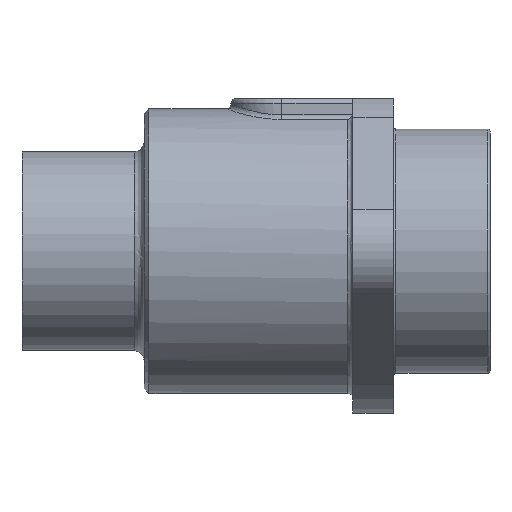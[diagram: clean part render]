
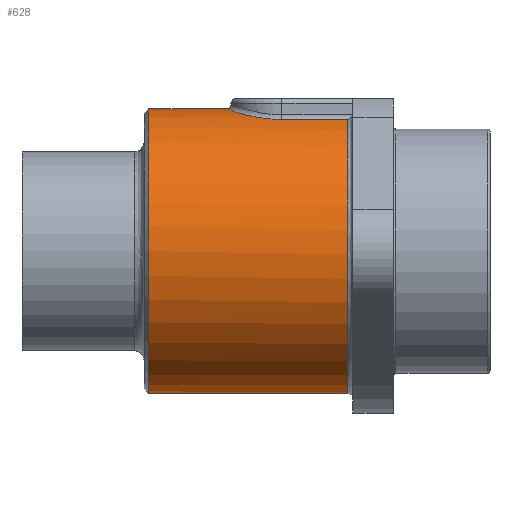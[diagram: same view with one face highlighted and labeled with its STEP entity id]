
A CAD part, front view. The second image highlights one B-rep face of the part: STEP entity #628.
In plain terms, the highlighted cylindrical face has radius 22.225 mm (diameter 44.45 mm), a full revolution.
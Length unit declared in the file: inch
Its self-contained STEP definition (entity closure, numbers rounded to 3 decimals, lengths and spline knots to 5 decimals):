
#341=CARTESIAN_POINT('',(17.82894,-5.77964,0.80992));
#342=VERTEX_POINT('',#341);
#356=CARTESIAN_POINT('',(17.423,-5.77964,0.80992));
#357=VERTEX_POINT('',#356);
#358=CARTESIAN_POINT('',(17.82894,-5.77964,0.80992));
#359=DIRECTION('',(-1.0,0.0,0.0));
#360=VECTOR('',#359,0.40594);
#361=LINE('',#358,#360);
#362=EDGE_CURVE('',#342,#357,#361,.T.);
#451=CARTESIAN_POINT('',(17.423,-6.44193,0.80992));
#452=VERTEX_POINT('',#451);
#462=CARTESIAN_POINT('',(17.423,-5.77964,0.80992));
#463=CARTESIAN_POINT('',(17.39726,-5.77964,0.80992));
#464=CARTESIAN_POINT('',(17.34506,-5.78545,0.81233));
#465=CARTESIAN_POINT('',(17.2723,-5.81033,0.82204));
#466=CARTESIAN_POINT('',(17.21774,-5.84372,0.83354));
#467=CARTESIAN_POINT('',(17.18008,-5.87639,0.84317));
#468=CARTESIAN_POINT('',(17.12915,-5.93149,0.85762));
#469=CARTESIAN_POINT('',(17.07765,-6.03408,0.87597));
#470=CARTESIAN_POINT('',(17.07774,-6.18824,0.876));
#471=CARTESIAN_POINT('',(17.1296,-6.29066,0.85748));
#472=CARTESIAN_POINT('',(17.19749,-6.36389,0.83825));
#473=CARTESIAN_POINT('',(17.26051,-6.40726,0.82361));
#474=CARTESIAN_POINT('',(17.34542,-6.43619,0.8123));
#475=CARTESIAN_POINT('',(17.39726,-6.44193,0.80992));
#476=CARTESIAN_POINT('',(17.423,-6.44193,0.80992));
#477=B_SPLINE_CURVE_WITH_KNOTS('',3,(#462,#463,#464,#465,#466,#467,#468,#469,#470,#471,#472,#473,#474,#475,#476),.UNSPECIFIED.,.F.,.U.,(4,1,1,1,1,1,1,1,1,1,1,1,4),(0.,0.07723,0.15446,0.23168,0.2703,0.30891,0.46337,0.61782,0.77228,0.81089,0.92674,1.00396,1.08119),.UNSPECIFIED.);
#478=EDGE_CURVE('',#357,#452,#477,.T.);
#488=CARTESIAN_POINT('',(17.82894,-6.44193,0.80992));
#489=VERTEX_POINT('',#488);
#505=CARTESIAN_POINT('',(17.423,-6.44193,0.80992));
#506=DIRECTION('',(1.0,0.0,0.0));
#507=VECTOR('',#506,0.40594);
#508=LINE('',#505,#507);
#509=EDGE_CURVE('',#452,#489,#508,.T.);
#596=CARTESIAN_POINT('',(17.82894,-6.11078,0.0));
#597=DIRECTION('',(1.0,0.0,0.0));
#598=DIRECTION('',(0.0,0.0,-1.0));
#599=AXIS2_PLACEMENT_3D('',#596,#597,#598);
#600=CIRCLE('',#599,0.875);
#601=EDGE_CURVE('',#489,#342,#600,.T.);
#606=CARTESIAN_POINT('',(17.35794,-6.11078,0.0));
#607=DIRECTION('',(1.0,0.0,0.0));
#608=DIRECTION('',(0.0,0.0,-1.0));
#609=AXIS2_PLACEMENT_3D('',#606,#607,#608);
#610=CYLINDRICAL_SURFACE('',#609,0.875);
#611=ORIENTED_EDGE('',*,*,#362,.F.);
#612=ORIENTED_EDGE('',*,*,#601,.F.);
#613=ORIENTED_EDGE('',*,*,#509,.F.);
#614=ORIENTED_EDGE('',*,*,#478,.F.);
#615=EDGE_LOOP('',(#611,#612,#613,#614));
#616=FACE_OUTER_BOUND('',#615,.T.);
#617=CARTESIAN_POINT('',(16.60694,-6.11078,-0.875));
#618=VERTEX_POINT('',#617);
#619=CARTESIAN_POINT('',(16.60694,-6.11078,0.0));
#620=DIRECTION('',(1.0,0.0,0.0));
#621=DIRECTION('',(0.0,0.0,-1.0));
#622=AXIS2_PLACEMENT_3D('',#619,#620,#621);
#623=CIRCLE('',#622,0.875);
#624=EDGE_CURVE('',#618,#618,#623,.T.);
#625=ORIENTED_EDGE('',*,*,#624,.T.);
#626=EDGE_LOOP('',(#625));
#627=FACE_BOUND('',#626,.T.);
#628=ADVANCED_FACE('',(#616,#627),#610,.T.);
